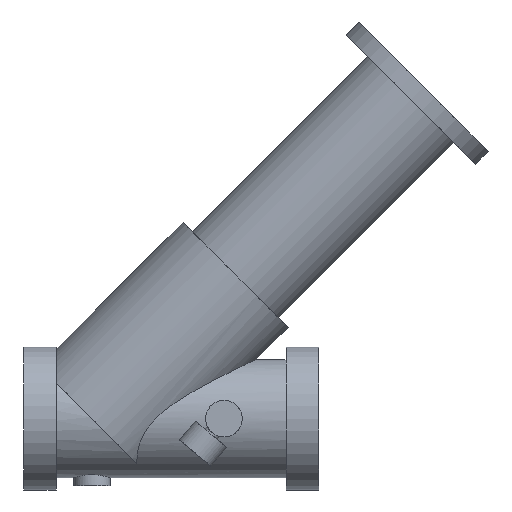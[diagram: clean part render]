
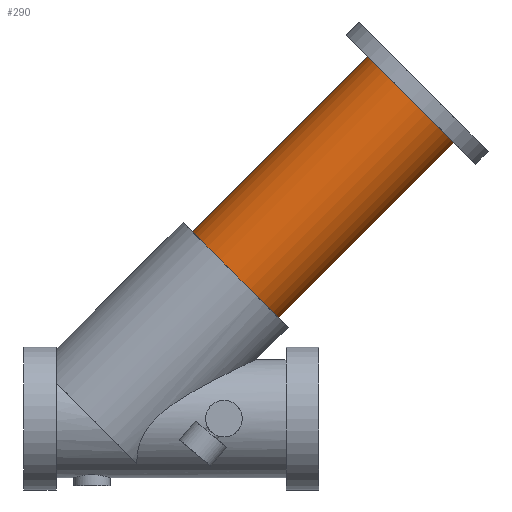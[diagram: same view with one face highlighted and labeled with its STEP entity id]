
A CAD part, front view. The second image highlights one B-rep face of the part: STEP entity #290.
In plain terms, the highlighted cylindrical face has radius 30 mm (diameter 60 mm), a full revolution.
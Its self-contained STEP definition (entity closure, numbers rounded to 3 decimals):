
#50=CIRCLE('',#340,30.);
#51=CIRCLE('',#342,30.);
#94=ORIENTED_EDGE('',*,*,#137,.F.);
#95=ORIENTED_EDGE('',*,*,#136,.T.);
#136=EDGE_CURVE('',#162,#162,#50,.T.);
#137=EDGE_CURVE('',#163,#163,#51,.T.);
#162=VERTEX_POINT('',#601);
#163=VERTEX_POINT('',#604);
#199=EDGE_LOOP('',(#94));
#200=EDGE_LOOP('',(#95));
#244=FACE_BOUND('',#199,.T.);
#245=FACE_BOUND('',#200,.T.);
#272=CYLINDRICAL_SURFACE('',#341,30.);
#290=ADVANCED_FACE('',(#244,#245),#272,.T.);
#340=AXIS2_PLACEMENT_3D('',#600,#414,#415);
#341=AXIS2_PLACEMENT_3D('',#602,#416,#417);
#342=AXIS2_PLACEMENT_3D('',#603,#418,#419);
#414=DIRECTION('',(0.707,0.,0.707));
#415=DIRECTION('',(0.707,0.,-0.707));
#416=DIRECTION('',(-0.707,0.,-0.707));
#417=DIRECTION('',(-0.707,0.,0.707));
#418=DIRECTION('',(0.707,0.,0.707));
#419=DIRECTION('',(0.707,0.,-0.707));
#600=CARTESIAN_POINT('',(31.711,0.,70.711));
#601=CARTESIAN_POINT('',(52.924,0.,49.497));
#602=CARTESIAN_POINT('',(117.816,0.,156.816));
#603=CARTESIAN_POINT('',(117.816,0.,156.816));
#604=CARTESIAN_POINT('',(139.03,0.,135.603));
